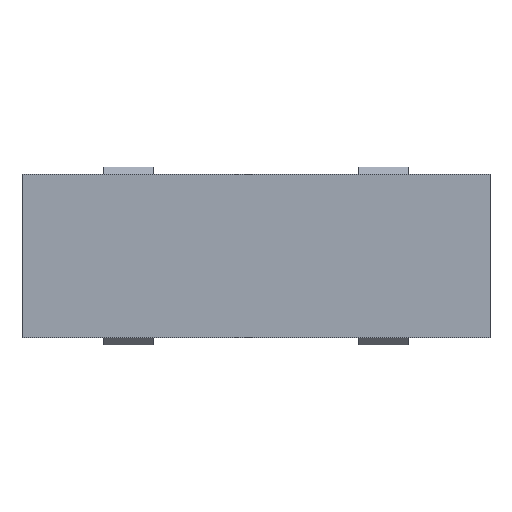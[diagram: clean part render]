
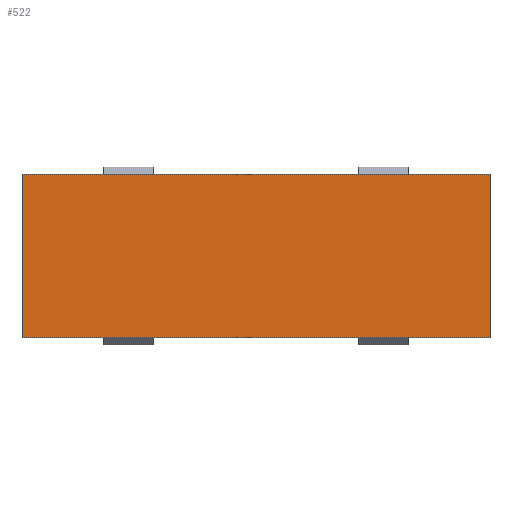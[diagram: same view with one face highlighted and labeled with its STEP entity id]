
A CAD part, top view. The second image highlights one B-rep face of the part: STEP entity #522.
In plain terms, the highlighted planar face has unit normal (0, 0, 1).
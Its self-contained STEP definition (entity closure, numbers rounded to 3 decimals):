
#514=AXIS2_PLACEMENT_3D('Plane Axis2P3D',#511,#512,#513) ;
#306=CARTESIAN_POINT('Vertex',(20.,7.3,1.)) ;
#320=CARTESIAN_POINT('Vertex',(0.,7.3,1.)) ;
#323=CARTESIAN_POINT('Line Origine',(10.,7.3,1.)) ;
#386=CARTESIAN_POINT('Vertex',(0.,0.3,1.)) ;
#400=CARTESIAN_POINT('Vertex',(20.,0.3,1.)) ;
#403=CARTESIAN_POINT('Line Origine',(10.,0.3,1.)) ;
#465=CARTESIAN_POINT('Line Origine',(0.,3.8,1.)) ;
#487=CARTESIAN_POINT('Line Origine',(20.,3.8,1.)) ;
#511=CARTESIAN_POINT('Axis2P3D Location',(0.,3.8,1.)) ;
#324=DIRECTION('Vector Direction',(-1.,0.,0.)) ;
#404=DIRECTION('Vector Direction',(1.,0.,0.)) ;
#466=DIRECTION('Vector Direction',(0.,1.,0.)) ;
#488=DIRECTION('Vector Direction',(0.,-1.,0.)) ;
#512=DIRECTION('Axis2P3D Direction',(0.,0.,1.)) ;
#513=DIRECTION('Axis2P3D XDirection',(0.,-1.,0.)) ;
#325=VECTOR('Line Direction',#324,1.) ;
#405=VECTOR('Line Direction',#404,1.) ;
#467=VECTOR('Line Direction',#466,1.) ;
#489=VECTOR('Line Direction',#488,1.) ;
#517=ORIENTED_EDGE('',*,*,#327,.T.) ;
#518=ORIENTED_EDGE('',*,*,#469,.T.) ;
#519=ORIENTED_EDGE('',*,*,#407,.T.) ;
#520=ORIENTED_EDGE('',*,*,#491,.T.) ;
#522=ADVANCED_FACE('S3D gedreht',(#521),#515,.T.) ;
#327=EDGE_CURVE('',#307,#321,#326,.T.) ;
#407=EDGE_CURVE('',#387,#401,#406,.T.) ;
#469=EDGE_CURVE('',#321,#387,#468,.F.) ;
#491=EDGE_CURVE('',#401,#307,#490,.F.) ;
#516=EDGE_LOOP('',(#517,#518,#519,#520)) ;
#521=FACE_OUTER_BOUND('',#516,.T.) ;
#326=LINE('Line',#323,#325) ;
#406=LINE('Line',#403,#405) ;
#468=LINE('Line',#465,#467) ;
#490=LINE('Line',#487,#489) ;
#515=PLANE('',#514) ;
#307=VERTEX_POINT('',#306) ;
#321=VERTEX_POINT('',#320) ;
#387=VERTEX_POINT('',#386) ;
#401=VERTEX_POINT('',#400) ;
